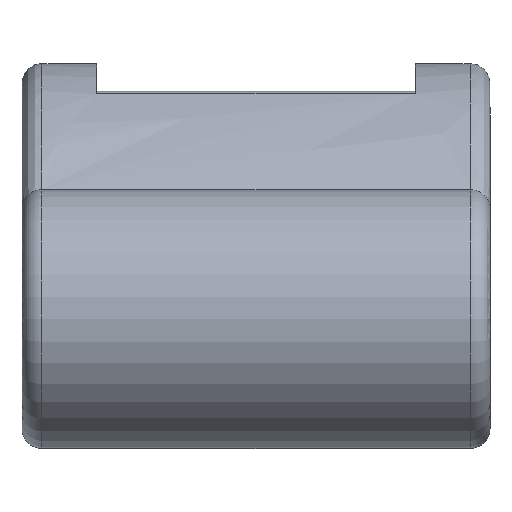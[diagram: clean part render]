
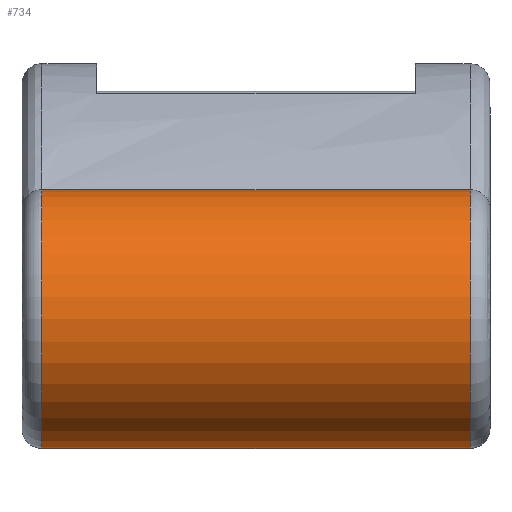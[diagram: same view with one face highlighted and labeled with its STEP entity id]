
A CAD part, front view. The second image highlights one B-rep face of the part: STEP entity #734.
In plain terms, the highlighted cylindrical face has radius 6.5 mm (diameter 13 mm), a partial arc.
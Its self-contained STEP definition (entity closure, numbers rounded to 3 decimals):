
#71=FACE_OUTER_BOUND('',#115,.T.);
#115=EDGE_LOOP('',(#516,#517,#518,#519));
#170=LINE('',#1123,#228);
#171=LINE('',#1127,#229);
#228=VECTOR('',#904,21.5);
#229=VECTOR('',#907,21.5);
#290=CIRCLE('',#803,6.5);
#291=CIRCLE('',#804,6.5);
#332=VERTEX_POINT('',#1121);
#333=VERTEX_POINT('',#1122);
#334=VERTEX_POINT('',#1124);
#335=VERTEX_POINT('',#1126);
#404=EDGE_CURVE('',#332,#333,#170,.T.);
#405=EDGE_CURVE('',#332,#334,#290,.F.);
#406=EDGE_CURVE('',#334,#335,#171,.T.);
#407=EDGE_CURVE('',#335,#333,#291,.T.);
#516=ORIENTED_EDGE('',*,*,#404,.F.);
#517=ORIENTED_EDGE('',*,*,#405,.T.);
#518=ORIENTED_EDGE('',*,*,#406,.T.);
#519=ORIENTED_EDGE('',*,*,#407,.T.);
#721=CYLINDRICAL_SURFACE('',#802,6.5);
#734=ADVANCED_FACE('',(#71),#721,.T.);
#802=AXIS2_PLACEMENT_3D('',#1120,#902,#903);
#803=AXIS2_PLACEMENT_3D('',#1125,#905,#906);
#804=AXIS2_PLACEMENT_3D('',#1128,#908,#909);
#902=DIRECTION('center_axis',(-1.,0.,0.));
#903=DIRECTION('ref_axis',(0.,0.,1.));
#904=DIRECTION('',(-1.,0.,0.));
#905=DIRECTION('center_axis',(1.,0.,0.));
#906=DIRECTION('ref_axis',(0.,0.,-1.));
#907=DIRECTION('',(-1.,0.,0.));
#908=DIRECTION('center_axis',(1.,0.,0.));
#909=DIRECTION('ref_axis',(0.,0.,-1.));
#1120=CARTESIAN_POINT('Origin',(23.5,-14.938,-6.034));
#1121=CARTESIAN_POINT('',(22.5,-14.938,-12.534));
#1122=CARTESIAN_POINT('',(1.,-14.938,-12.534));
#1123=CARTESIAN_POINT('',(22.5,-14.938,-12.534));
#1124=CARTESIAN_POINT('',(22.5,-14.938,0.466));
#1125=CARTESIAN_POINT('Origin',(22.5,-14.938,-6.034));
#1126=CARTESIAN_POINT('',(1.,-14.938,0.466));
#1127=CARTESIAN_POINT('',(22.5,-14.938,0.466));
#1128=CARTESIAN_POINT('Origin',(1.,-14.938,-6.034));
